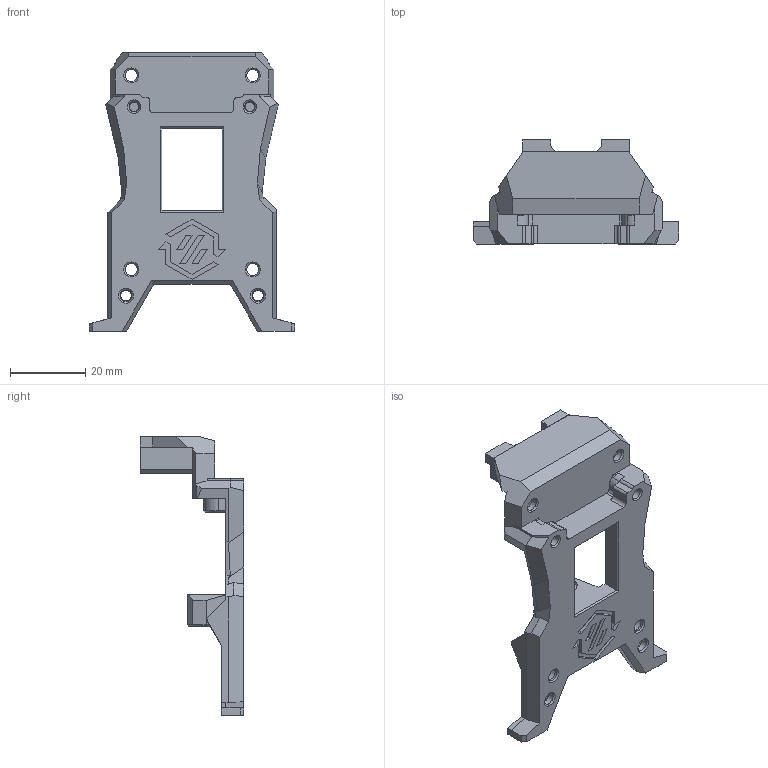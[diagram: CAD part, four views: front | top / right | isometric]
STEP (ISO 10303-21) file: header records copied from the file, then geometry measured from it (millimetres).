
FILE_DESCRIPTION(/* description */ (''),/* implementation_level */ '2;1');
FILE_NAME(/* name */ 'StealthBurner.step',/* time_stamp */ '2024-07-21T16:49:35+01:00',/* author */ (''),/* organization */ (''),/* preprocessor_version */ 'ST-DEVELOPER v20',/* originating_system */ 'Autodesk Translation Framework v13.14.0.145',/* authorisation */ '');
FILE_SCHEMA (('AUTOMOTIVE_DESIGN { 1 0 10303 214 3 1 1 }'));
Length unit declared in the file: millimetre
Products named in the file (2): StealthBurner SC V1.1R2; Backplate
Assembly tree (1 placements, depth 2):
  StealthBurner SC V1.1R2
    Backplate
Bounding box: 54.7 x 27.58 x 74.12 mm (x, y, z)
Volume: 16047.9 mm3; surface area: 10512.3 mm2
Topology: 1 solids, 1 shells, 383 faces, 1024 edges, 669 vertices
Faces by surface type: plane 298, cylinder 66, cone 13, bspline 6
Full cylindrical faces by diameter (mm): 2.529 x8, 2.8 x13, 3.1 x1, 3.2 x6, 4.7 x4, 6.2 x1
Entity records: 20438 total; most frequent: CARTESIAN_POINT 10875, ORIENTED_EDGE 2048, DIRECTION 1814, EDGE_CURVE 1024, LINE 818, VECTOR 818, VERTEX_POINT 669, AXIS2_PLACEMENT_3D 498
